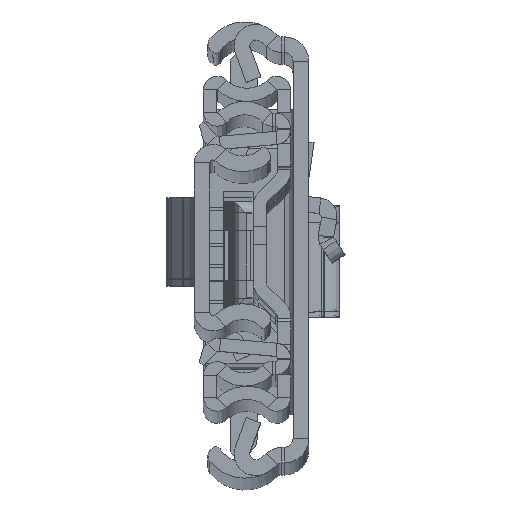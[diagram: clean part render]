
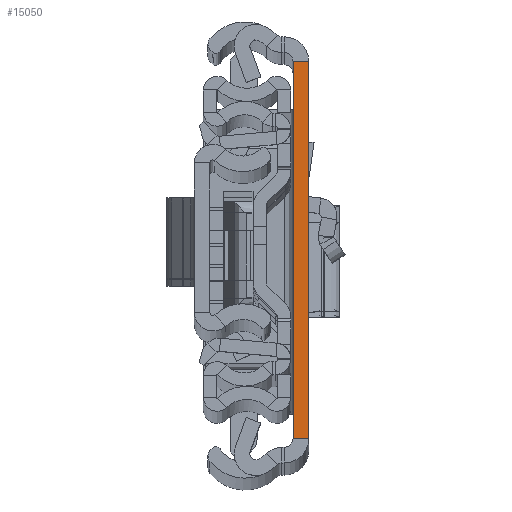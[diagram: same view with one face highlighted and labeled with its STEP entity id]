
A CAD part, top view. The second image highlights one B-rep face of the part: STEP entity #15050.
In plain terms, the highlighted planar face has unit normal (0, 0, 1).
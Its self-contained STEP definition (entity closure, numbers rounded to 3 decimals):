
#385 = LINE ( 'NONE', #5085, #10082 ) ;
#873 = CARTESIAN_POINT ( 'NONE',  ( 2.6, -31.5, 0. ) ) ;
#1062 = DIRECTION ( 'NONE',  ( 1., 0., 0. ) ) ;
#1949 = ORIENTED_EDGE ( 'NONE', *, *, #19105, .T. ) ;
#3412 = CARTESIAN_POINT ( 'NONE',  ( 2.6, -31.5, 0. ) ) ;
#3422 = DIRECTION ( 'NONE',  ( 0., 1., 0. ) ) ;
#3898 = ORIENTED_EDGE ( 'NONE', *, *, #10127, .F. ) ;
#4937 = EDGE_LOOP ( 'NONE', ( #15128, #3898, #1949, #17383 ) ) ;
#5085 = CARTESIAN_POINT ( 'NONE',  ( 2.6, -31.5, 0. ) ) ;
#5382 = LINE ( 'NONE', #18829, #17093 ) ;
#5481 = DIRECTION ( 'NONE',  ( 0., 1., 0. ) ) ;
#6385 = AXIS2_PLACEMENT_3D ( 'NONE', #873, #11409, #5481 ) ;
#7232 = VECTOR ( 'NONE', #11158, 1000. ) ;
#7263 = PLANE ( 'NONE',  #6385 ) ;
#7737 = VECTOR ( 'NONE', #18220, 1000. ) ;
#8567 = VERTEX_POINT ( 'NONE', #11757 ) ;
#8627 = CARTESIAN_POINT ( 'NONE',  ( 0., -31.5, 0. ) ) ;
#9587 = LINE ( 'NONE', #10965, #7232 ) ;
#10026 = FACE_OUTER_BOUND ( 'NONE', #4937, .T. ) ;
#10082 = VECTOR ( 'NONE', #3422, 1000. ) ;
#10127 = EDGE_CURVE ( 'NONE', #15456, #8567, #9587, .T. ) ;
#10304 = CARTESIAN_POINT ( 'NONE',  ( 2.6, 31.5, 0. ) ) ;
#10910 = LINE ( 'NONE', #3412, #7737 ) ;
#10965 = CARTESIAN_POINT ( 'NONE',  ( 0., -31.5, 0. ) ) ;
#11158 = DIRECTION ( 'NONE',  ( 0., 1., 0. ) ) ;
#11409 = DIRECTION ( 'NONE',  ( 0., 0., -1. ) ) ;
#11757 = CARTESIAN_POINT ( 'NONE',  ( 0., 31.5, 0. ) ) ;
#12107 = EDGE_CURVE ( 'NONE', #13910, #14060, #385, .T. ) ;
#13910 = VERTEX_POINT ( 'NONE', #18927 ) ;
#13948 = EDGE_CURVE ( 'NONE', #8567, #14060, #5382, .T. ) ;
#14060 = VERTEX_POINT ( 'NONE', #10304 ) ;
#15050 = ADVANCED_FACE ( 'NONE', ( #10026 ), #7263, .F. ) ;
#15128 = ORIENTED_EDGE ( 'NONE', *, *, #13948, .F. ) ;
#15456 = VERTEX_POINT ( 'NONE', #8627 ) ;
#17093 = VECTOR ( 'NONE', #1062, 1000. ) ;
#17383 = ORIENTED_EDGE ( 'NONE', *, *, #12107, .T. ) ;
#18220 = DIRECTION ( 'NONE',  ( 1., 0., 0. ) ) ;
#18829 = CARTESIAN_POINT ( 'NONE',  ( 2.6, 31.5, 0. ) ) ;
#18927 = CARTESIAN_POINT ( 'NONE',  ( 2.6, -31.5, 0. ) ) ;
#19105 = EDGE_CURVE ( 'NONE', #15456, #13910, #10910, .T. ) ;
